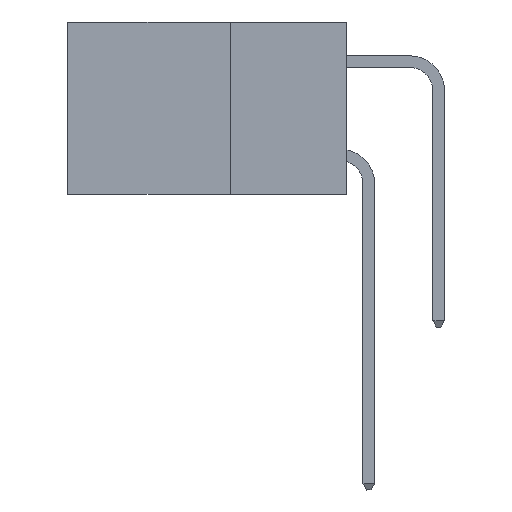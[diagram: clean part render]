
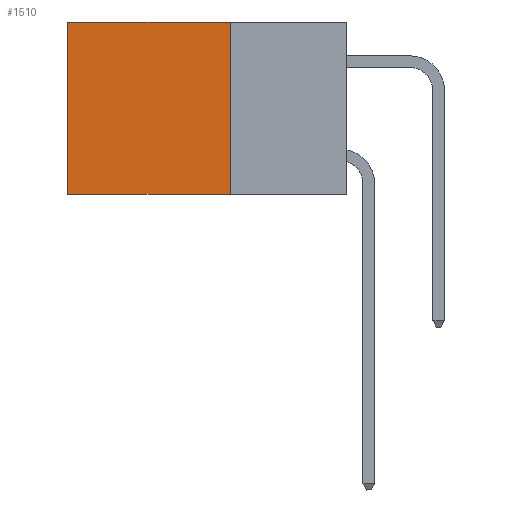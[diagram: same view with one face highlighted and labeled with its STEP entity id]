
A CAD part, left-side view. The second image highlights one B-rep face of the part: STEP entity #1510.
In plain terms, the highlighted planar face has unit normal (-1, 0, 0).
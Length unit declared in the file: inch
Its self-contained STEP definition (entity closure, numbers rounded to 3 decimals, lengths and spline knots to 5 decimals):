
#44 = DIRECTION ( 'NONE',  ( 0., 0., -1. ) ) ;
#57 = EDGE_CURVE ( 'NONE', #10475, #12121, #6956, .T. ) ;
#326 = DIRECTION ( 'NONE',  ( 0., 1., 0. ) ) ;
#373 = VERTEX_POINT ( 'NONE', #4215 ) ;
#1098 = CARTESIAN_POINT ( 'NONE',  ( 0.2875, 0.25, -0.37 ) ) ;
#1215 = ORIENTED_EDGE ( 'NONE', *, *, #4108, .T. ) ;
#1260 = LINE ( 'NONE', #2993, #5194 ) ;
#1331 = FACE_OUTER_BOUND ( 'NONE', #4582, .T. ) ;
#1510 = ADVANCED_FACE ( 'NONE', ( #1331 ), #12452, .F. ) ;
#1601 = ORIENTED_EDGE ( 'NONE', *, *, #4608, .F. ) ;
#1990 = EDGE_CURVE ( 'NONE', #10475, #373, #7996, .T. ) ;
#2993 = CARTESIAN_POINT ( 'NONE',  ( 0.2875, 0.6, 0. ) ) ;
#3380 = ORIENTED_EDGE ( 'NONE', *, *, #1990, .T. ) ;
#4108 = EDGE_CURVE ( 'NONE', #373, #9885, #1260, .T. ) ;
#4215 = CARTESIAN_POINT ( 'NONE',  ( 0.2875, 0.6, 0. ) ) ;
#4582 = EDGE_LOOP ( 'NONE', ( #1215, #1601, #7656, #3380 ) ) ;
#4608 = EDGE_CURVE ( 'NONE', #12121, #9885, #11859, .T. ) ;
#4741 = CARTESIAN_POINT ( 'NONE',  ( 0.2875, 0.25, 0. ) ) ;
#4985 = DIRECTION ( 'NONE',  ( 0., 1., 0. ) ) ;
#5194 = VECTOR ( 'NONE', #5332, 39.37008 ) ;
#5332 = DIRECTION ( 'NONE',  ( 0., 0., -1. ) ) ;
#5511 = CARTESIAN_POINT ( 'NONE',  ( 0.2875, 0.6, -0.37 ) ) ;
#5756 = DIRECTION ( 'NONE',  ( 1., 0., 0. ) ) ;
#5832 = CARTESIAN_POINT ( 'NONE',  ( 0.2875, 0.25, 0. ) ) ;
#5934 = AXIS2_PLACEMENT_3D ( 'NONE', #4741, #5756, #10436 ) ;
#6057 = VECTOR ( 'NONE', #44, 39.37008 ) ;
#6956 = LINE ( 'NONE', #5832, #6057 ) ;
#7656 = ORIENTED_EDGE ( 'NONE', *, *, #57, .F. ) ;
#7996 = LINE ( 'NONE', #8108, #9653 ) ;
#8108 = CARTESIAN_POINT ( 'NONE',  ( 0.2875, 0.25, 0. ) ) ;
#8679 = CARTESIAN_POINT ( 'NONE',  ( 0.2875, 0.25, 0. ) ) ;
#9265 = VECTOR ( 'NONE', #4985, 39.37008 ) ;
#9653 = VECTOR ( 'NONE', #326, 39.37008 ) ;
#9885 = VERTEX_POINT ( 'NONE', #5511 ) ;
#10436 = DIRECTION ( 'NONE',  ( 0., 0., -1. ) ) ;
#10475 = VERTEX_POINT ( 'NONE', #8679 ) ;
#11578 = CARTESIAN_POINT ( 'NONE',  ( 0.2875, 0.25, -0.37 ) ) ;
#11859 = LINE ( 'NONE', #1098, #9265 ) ;
#12121 = VERTEX_POINT ( 'NONE', #11578 ) ;
#12452 = PLANE ( 'NONE',  #5934 ) ;
